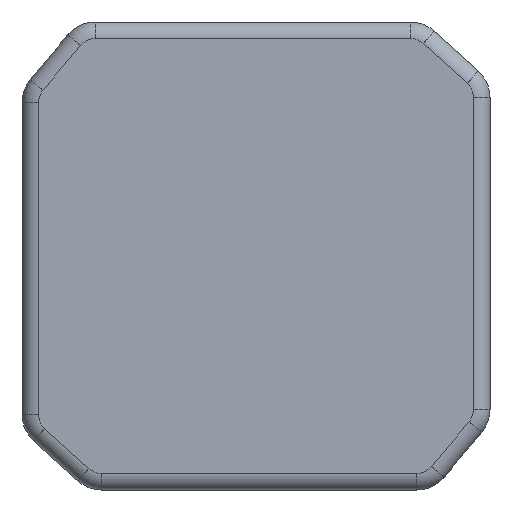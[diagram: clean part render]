
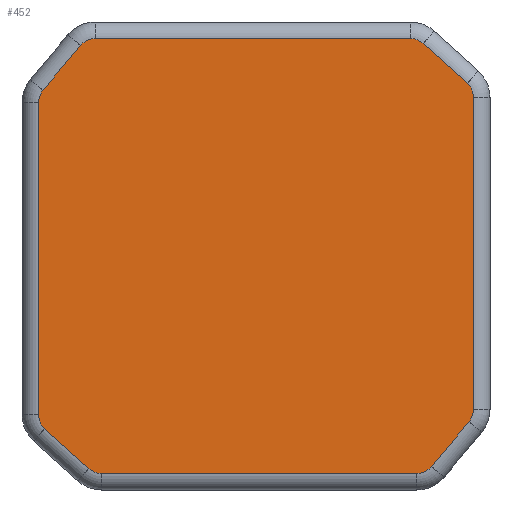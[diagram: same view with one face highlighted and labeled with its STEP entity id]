
A CAD part, front view. The second image highlights one B-rep face of the part: STEP entity #452.
In plain terms, the highlighted planar face has unit normal (0, -1, 0).
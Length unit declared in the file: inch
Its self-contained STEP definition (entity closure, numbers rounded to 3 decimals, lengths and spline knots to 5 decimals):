
#8 = CARTESIAN_POINT ( 'NONE',  ( -1.07031, 0., 0.49326 ) ) ;
#13 = VERTEX_POINT ( 'NONE', #1296 ) ;
#31 = VERTEX_POINT ( 'NONE', #514 ) ;
#52 = CARTESIAN_POINT ( 'NONE',  ( -1.20031, 0., 0.49326 ) ) ;
#53 = CARTESIAN_POINT ( 'NONE',  ( -1.07031, 0., -1.62682 ) ) ;
#59 = EDGE_CURVE ( 'NONE', #388, #31, #654, .T. ) ;
#60 = DIRECTION ( 'NONE',  ( 0., 0., 1. ) ) ;
#73 = AXIS2_PLACEMENT_3D ( 'NONE', #8, #1845, #1694 ) ;
#78 = VERTEX_POINT ( 'NONE', #797 ) ;
#85 = VERTEX_POINT ( 'NONE', #471 ) ;
#91 = ORIENTED_EDGE ( 'NONE', *, *, #766, .T. ) ;
#93 = EDGE_CURVE ( 'NONE', #1918, #1813, #1851, .T. ) ;
#115 = EDGE_CURVE ( 'NONE', #1544, #78, #1483, .T. ) ;
#164 = VECTOR ( 'NONE', #1282, 39.37008 ) ;
#173 = AXIS2_PLACEMENT_3D ( 'NONE', #476, #1584, #641 ) ;
#178 = ORIENTED_EDGE ( 'NONE', *, *, #949, .T. ) ;
#206 = DIRECTION ( 'NONE',  ( 0., 0., 1. ) ) ;
#217 = DIRECTION ( 'NONE',  ( 1., 0., 0. ) ) ;
#224 = CARTESIAN_POINT ( 'NONE',  ( -1.15742, 0., -1.72332 ) ) ;
#226 = PLANE ( 'NONE',  #1336 ) ;
#249 = VECTOR ( 'NONE', #836, 39.37008 ) ;
#251 = DIRECTION ( 'NONE',  ( 0.742, 0., -0.67 ) ) ;
#278 = CARTESIAN_POINT ( 'NONE',  ( 1.84064, 0., -1.53756 ) ) ;
#291 = AXIS2_PLACEMENT_3D ( 'NONE', #53, #1155, #206 ) ;
#313 = AXIS2_PLACEMENT_3D ( 'NONE', #708, #1792, #868 ) ;
#318 = EDGE_LOOP ( 'NONE', ( #1488, #91, #857, #1904, #460, #1972, #912, #902, #1684, #701, #1221, #1292, #1842, #729, #1068, #178 ) ) ;
#331 = LINE ( 'NONE', #688, #1952 ) ;
#339 = CARTESIAN_POINT ( 'NONE',  ( -1.20031, 0., 0. ) ) ;
#343 = VERTEX_POINT ( 'NONE', #349 ) ;
#349 = CARTESIAN_POINT ( 'NONE',  ( 1.41302, 0., 0.89508 ) ) ;
#354 = EDGE_CURVE ( 'NONE', #1656, #1749, #567, .T. ) ;
#356 = CARTESIAN_POINT ( 'NONE',  ( 1.07963, 0., 1.19602 ) ) ;
#366 = CARTESIAN_POINT ( 'NONE',  ( -0.81527, 0., 0.79858 ) ) ;
#378 = CARTESIAN_POINT ( 'NONE',  ( 0., 0., 0. ) ) ;
#380 = AXIS2_PLACEMENT_3D ( 'NONE', #1436, #487, #1590 ) ;
#388 = VERTEX_POINT ( 'NONE', #52 ) ;
#399 = EDGE_CURVE ( 'NONE', #864, #343, #983, .T. ) ;
#428 = EDGE_CURVE ( 'NONE', #536, #31, #459, .T. ) ;
#452 = ADVANCED_FACE ( 'NONE', ( #1207 ), #226, .F. ) ;
#459 = LINE ( 'NONE', #850, #1716 ) ;
#460 = ORIENTED_EDGE ( 'NONE', *, *, #1499, .F. ) ;
#471 = CARTESIAN_POINT ( 'NONE',  ( 1.75569, 0., 0.52797 ) ) ;
#476 = CARTESIAN_POINT ( 'NONE',  ( 1.62569, 0., -1.59211 ) ) ;
#487 = DIRECTION ( 'NONE',  ( 0., 1., 0. ) ) ;
#505 = CIRCLE ( 'NONE', #1619, 0.13 ) ;
#509 = VECTOR ( 'NONE', #515, 39.37008 ) ;
#514 = CARTESIAN_POINT ( 'NONE',  ( -1.17008, 0., 0.57661 ) ) ;
#515 = DIRECTION ( 'NONE',  ( -0.742, 0., 0.67 ) ) ;
#527 = CARTESIAN_POINT ( 'NONE',  ( 1.72546, 0., -1.67545 ) ) ;
#528 = DIRECTION ( 'NONE',  ( 0., 0., 1. ) ) ;
#536 = VERTEX_POINT ( 'NONE', #720 ) ;
#545 = EDGE_CURVE ( 'NONE', #1444, #78, #1933, .T. ) ;
#567 = LINE ( 'NONE', #1616, #249 ) ;
#612 = LINE ( 'NONE', #1587, #1408 ) ;
#641 = DIRECTION ( 'NONE',  ( 0., 0., 1. ) ) ;
#654 = CIRCLE ( 'NONE', #73, 0.13 ) ;
#663 = DIRECTION ( 'NONE',  ( 0., 1., 0. ) ) ;
#688 = CARTESIAN_POINT ( 'NONE',  ( 0., 0., -2.02742 ) ) ;
#701 = ORIENTED_EDGE ( 'NONE', *, *, #428, .T. ) ;
#704 = DIRECTION ( 'NONE',  ( 0., 0., 1. ) ) ;
#708 = CARTESIAN_POINT ( 'NONE',  ( 1.62569, 0., 0.52797 ) ) ;
#720 = CARTESIAN_POINT ( 'NONE',  ( -0.91504, 0., 0.88192 ) ) ;
#729 = ORIENTED_EDGE ( 'NONE', *, *, #545, .T. ) ;
#766 = EDGE_CURVE ( 'NONE', #1987, #1813, #1856, .T. ) ;
#783 = AXIS2_PLACEMENT_3D ( 'NONE', #1604, #663, #1752 ) ;
#797 = CARTESIAN_POINT ( 'NONE',  ( -0.85764, 0., -1.99392 ) ) ;
#806 = CIRCLE ( 'NONE', #1049, 0.13 ) ;
#809 = DIRECTION ( 'NONE',  ( 0., 0., 1. ) ) ;
#836 = DIRECTION ( 'NONE',  ( -1., 0., 0. ) ) ;
#850 = CARTESIAN_POINT ( 'NONE',  ( -0.97288, 0., 0.81268 ) ) ;
#857 = ORIENTED_EDGE ( 'NONE', *, *, #93, .F. ) ;
#864 = VERTEX_POINT ( 'NONE', #1565 ) ;
#868 = DIRECTION ( 'NONE',  ( 0., 0., 1. ) ) ;
#883 = CARTESIAN_POINT ( 'NONE',  ( -0.77053, 0., -2.02742 ) ) ;
#902 = ORIENTED_EDGE ( 'NONE', *, *, #354, .T. ) ;
#903 = EDGE_CURVE ( 'NONE', #388, #13, #1325, .T. ) ;
#912 = ORIENTED_EDGE ( 'NONE', *, *, #1359, .F. ) ;
#936 = EDGE_CURVE ( 'NONE', #1987, #1445, #806, .T. ) ;
#949 = EDGE_CURVE ( 'NONE', #1544, #1445, #331, .T. ) ;
#983 = LINE ( 'NONE', #356, #509 ) ;
#995 = CIRCLE ( 'NONE', #291, 0.13 ) ;
#1000 = DIRECTION ( 'NONE',  ( 0., 1., 0. ) ) ;
#1033 = VECTOR ( 'NONE', #1385, 39.37008 ) ;
#1049 = AXIS2_PLACEMENT_3D ( 'NONE', #1932, #1000, #60 ) ;
#1068 = ORIENTED_EDGE ( 'NONE', *, *, #115, .F. ) ;
#1125 = CARTESIAN_POINT ( 'NONE',  ( 1.32591, 0., 0.92858 ) ) ;
#1155 = DIRECTION ( 'NONE',  ( 0., 1., 0. ) ) ;
#1170 = CARTESIAN_POINT ( 'NONE',  ( 1.37065, 0., -2.02742 ) ) ;
#1207 = FACE_OUTER_BOUND ( 'NONE', #318, .T. ) ;
#1221 = ORIENTED_EDGE ( 'NONE', *, *, #59, .F. ) ;
#1282 = DIRECTION ( 'NONE',  ( 0., 0., -1. ) ) ;
#1285 = EDGE_CURVE ( 'NONE', #1918, #85, #612, .T. ) ;
#1292 = ORIENTED_EDGE ( 'NONE', *, *, #903, .T. ) ;
#1296 = CARTESIAN_POINT ( 'NONE',  ( -1.20031, 0., -1.62682 ) ) ;
#1325 = LINE ( 'NONE', #339, #164 ) ;
#1336 = AXIS2_PLACEMENT_3D ( 'NONE', #378, #1638, #704 ) ;
#1355 = CARTESIAN_POINT ( 'NONE',  ( 1.75569, 0., -1.59211 ) ) ;
#1359 = EDGE_CURVE ( 'NONE', #1656, #343, #1854, .T. ) ;
#1385 = DIRECTION ( 'NONE',  ( 0.641, 0., 0.767 ) ) ;
#1408 = VECTOR ( 'NONE', #809, 39.37008 ) ;
#1421 = EDGE_CURVE ( 'NONE', #536, #1749, #505, .T. ) ;
#1436 = CARTESIAN_POINT ( 'NONE',  ( -0.77053, 0., -1.89742 ) ) ;
#1444 = VERTEX_POINT ( 'NONE', #224 ) ;
#1445 = VERTEX_POINT ( 'NONE', #1170 ) ;
#1470 = CARTESIAN_POINT ( 'NONE',  ( -0.81527, 0., 0.92858 ) ) ;
#1478 = DIRECTION ( 'NONE',  ( 0., 1., 0. ) ) ;
#1483 = CIRCLE ( 'NONE', #380, 0.13 ) ;
#1488 = ORIENTED_EDGE ( 'NONE', *, *, #936, .F. ) ;
#1499 = EDGE_CURVE ( 'NONE', #864, #85, #1927, .T. ) ;
#1544 = VERTEX_POINT ( 'NONE', #883 ) ;
#1565 = CARTESIAN_POINT ( 'NONE',  ( 1.7128, 0., 0.62447 ) ) ;
#1584 = DIRECTION ( 'NONE',  ( 0., 1., 0. ) ) ;
#1587 = CARTESIAN_POINT ( 'NONE',  ( 1.75569, 0., 0. ) ) ;
#1590 = DIRECTION ( 'NONE',  ( 0., 0., 1. ) ) ;
#1604 = CARTESIAN_POINT ( 'NONE',  ( 1.32591, 0., 0.79858 ) ) ;
#1616 = CARTESIAN_POINT ( 'NONE',  ( 0., 0., 0.92858 ) ) ;
#1619 = AXIS2_PLACEMENT_3D ( 'NONE', #366, #1478, #528 ) ;
#1638 = DIRECTION ( 'NONE',  ( 0., 1., 0. ) ) ;
#1656 = VERTEX_POINT ( 'NONE', #1125 ) ;
#1684 = ORIENTED_EDGE ( 'NONE', *, *, #1421, .F. ) ;
#1694 = DIRECTION ( 'NONE',  ( 0., 0., 1. ) ) ;
#1716 = VECTOR ( 'NONE', #1778, 39.37008 ) ;
#1734 = EDGE_CURVE ( 'NONE', #1444, #13, #995, .T. ) ;
#1749 = VERTEX_POINT ( 'NONE', #1470 ) ;
#1752 = DIRECTION ( 'NONE',  ( 0., 0., 1. ) ) ;
#1778 = DIRECTION ( 'NONE',  ( -0.641, 0., -0.767 ) ) ;
#1792 = DIRECTION ( 'NONE',  ( 0., 1., 0. ) ) ;
#1804 = CARTESIAN_POINT ( 'NONE',  ( -1.37683, 0., -1.52526 ) ) ;
#1813 = VERTEX_POINT ( 'NONE', #527 ) ;
#1842 = ORIENTED_EDGE ( 'NONE', *, *, #1734, .F. ) ;
#1845 = DIRECTION ( 'NONE',  ( 0., 1., 0. ) ) ;
#1851 = CIRCLE ( 'NONE', #173, 0.13 ) ;
#1854 = CIRCLE ( 'NONE', #783, 0.13 ) ;
#1855 = CARTESIAN_POINT ( 'NONE',  ( 1.47042, 0., -1.98077 ) ) ;
#1856 = LINE ( 'NONE', #278, #1033 ) ;
#1879 = VECTOR ( 'NONE', #251, 39.37008 ) ;
#1904 = ORIENTED_EDGE ( 'NONE', *, *, #1285, .T. ) ;
#1918 = VERTEX_POINT ( 'NONE', #1355 ) ;
#1927 = CIRCLE ( 'NONE', #313, 0.13 ) ;
#1932 = CARTESIAN_POINT ( 'NONE',  ( 1.37065, 0., -1.89742 ) ) ;
#1933 = LINE ( 'NONE', #1804, #1879 ) ;
#1952 = VECTOR ( 'NONE', #217, 39.37008 ) ;
#1972 = ORIENTED_EDGE ( 'NONE', *, *, #399, .T. ) ;
#1987 = VERTEX_POINT ( 'NONE', #1855 ) ;
